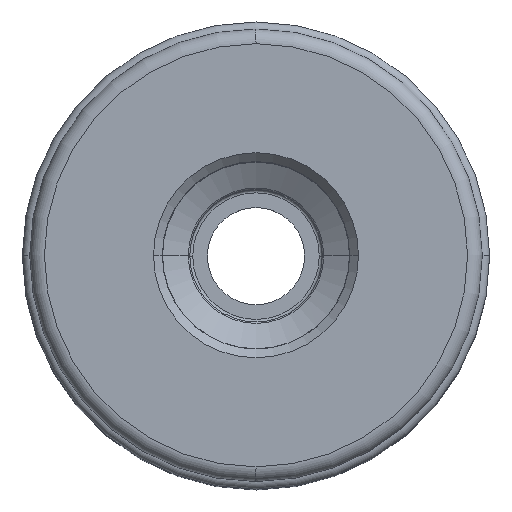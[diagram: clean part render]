
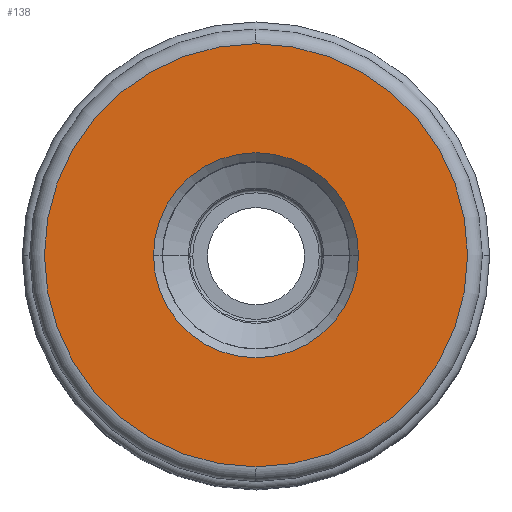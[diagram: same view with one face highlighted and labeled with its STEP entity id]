
A CAD part, top view. The second image highlights one B-rep face of the part: STEP entity #138.
In plain terms, the highlighted planar face has unit normal (0, 0, 1).
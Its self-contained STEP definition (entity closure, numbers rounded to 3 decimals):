
#79=PLANE('',#1425);
#87=FACE_BOUND('',#300,.T.);
#88=FACE_BOUND('',#301,.T.);
#138=ADVANCED_FACE('',(#87,#88),#79,.F.);
#300=EDGE_LOOP('',(#442,#443,#444,#445));
#301=EDGE_LOOP('',(#446,#447,#448,#449));
#442=ORIENTED_EDGE('',*,*,#874,.F.);
#443=ORIENTED_EDGE('',*,*,#875,.T.);
#444=ORIENTED_EDGE('',*,*,#876,.T.);
#445=ORIENTED_EDGE('',*,*,#877,.T.);
#446=ORIENTED_EDGE('',*,*,#878,.T.);
#447=ORIENTED_EDGE('',*,*,#879,.T.);
#448=ORIENTED_EDGE('',*,*,#880,.T.);
#449=ORIENTED_EDGE('',*,*,#881,.T.);
#740=VERTEX_POINT('',#2781);
#741=VERTEX_POINT('',#2782);
#742=VERTEX_POINT('',#2784);
#743=VERTEX_POINT('',#2786);
#744=VERTEX_POINT('',#2789);
#745=VERTEX_POINT('',#2790);
#746=VERTEX_POINT('',#2792);
#747=VERTEX_POINT('',#2794);
#874=EDGE_CURVE('',#740,#741,#1068,.T.);
#875=EDGE_CURVE('',#740,#742,#1069,.T.);
#876=EDGE_CURVE('',#742,#743,#1070,.T.);
#877=EDGE_CURVE('',#743,#741,#1071,.T.);
#878=EDGE_CURVE('',#744,#745,#1072,.T.);
#879=EDGE_CURVE('',#745,#746,#1073,.T.);
#880=EDGE_CURVE('',#746,#747,#1074,.T.);
#881=EDGE_CURVE('',#747,#744,#1075,.T.);
#1068=CIRCLE('',#1417,28.75);
#1069=CIRCLE('',#1418,28.75);
#1070=CIRCLE('',#1419,28.75);
#1071=CIRCLE('',#1420,28.75);
#1072=CIRCLE('',#1421,13.935);
#1073=CIRCLE('',#1422,13.935);
#1074=CIRCLE('',#1423,13.935);
#1075=CIRCLE('',#1424,13.935);
#1417=AXIS2_PLACEMENT_3D('',#2780,#1700,#1701);
#1418=AXIS2_PLACEMENT_3D('',#2783,#1702,#1703);
#1419=AXIS2_PLACEMENT_3D('',#2785,#1704,#1705);
#1420=AXIS2_PLACEMENT_3D('',#2787,#1706,#1707);
#1421=AXIS2_PLACEMENT_3D('',#2788,#1708,#1709);
#1422=AXIS2_PLACEMENT_3D('',#2791,#1710,#1711);
#1423=AXIS2_PLACEMENT_3D('',#2793,#1712,#1713);
#1424=AXIS2_PLACEMENT_3D('',#2795,#1714,#1715);
#1425=AXIS2_PLACEMENT_3D('',#2796,#1716,#1717);
#1700=DIRECTION('',(0.,0.,-1.));
#1701=DIRECTION('',(0.001,-1.,0.));
#1702=DIRECTION('',(0.,0.,1.));
#1703=DIRECTION('',(0.,1.,0.));
#1704=DIRECTION('',(0.,0.,1.));
#1705=DIRECTION('',(-0.001,1.,0.));
#1706=DIRECTION('',(0.,0.,1.));
#1707=DIRECTION('',(0.001,-1.,0.));
#1708=DIRECTION('',(0.,0.,-1.));
#1709=DIRECTION('',(0.,-1.,0.));
#1710=DIRECTION('',(0.,0.,-1.));
#1711=DIRECTION('',(-1.,0.,0.));
#1712=DIRECTION('',(0.,0.,-1.));
#1713=DIRECTION('',(0.,1.,0.));
#1714=DIRECTION('',(0.,0.,-1.));
#1715=DIRECTION('',(1.,0.,0.));
#1716=DIRECTION('',(0.,0.,-1.));
#1717=DIRECTION('',(0.,-1.,0.));
#2780=CARTESIAN_POINT('',(0.,0.,0.));
#2781=CARTESIAN_POINT('',(0.,28.75,0.));
#2782=CARTESIAN_POINT('',(0.015,-28.75,0.));
#2783=CARTESIAN_POINT('',(0.,0.,0.));
#2784=CARTESIAN_POINT('',(-0.015,28.75,0.));
#2785=CARTESIAN_POINT('',(0.,0.,0.));
#2786=CARTESIAN_POINT('',(0.,-28.75,0.));
#2787=CARTESIAN_POINT('',(0.,0.,0.));
#2788=CARTESIAN_POINT('',(0.,0.,0.));
#2789=CARTESIAN_POINT('',(0.,-13.935,0.));
#2790=CARTESIAN_POINT('',(-13.935,0.,0.));
#2791=CARTESIAN_POINT('',(0.,0.,0.));
#2792=CARTESIAN_POINT('',(0.,13.935,0.));
#2793=CARTESIAN_POINT('',(0.,0.,0.));
#2794=CARTESIAN_POINT('',(13.935,0.,0.));
#2795=CARTESIAN_POINT('',(0.,0.,0.));
#2796=CARTESIAN_POINT('',(0.,0.,0.));
